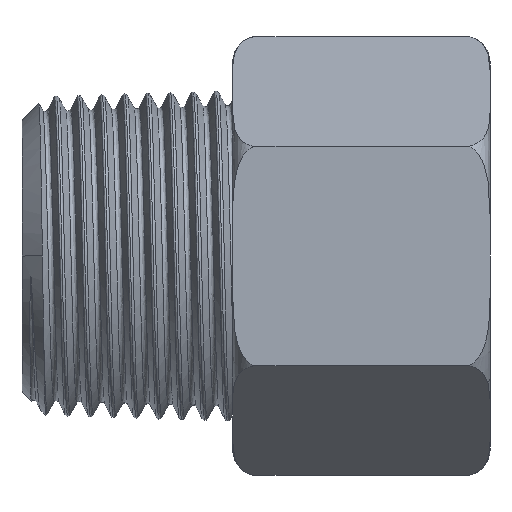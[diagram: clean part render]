
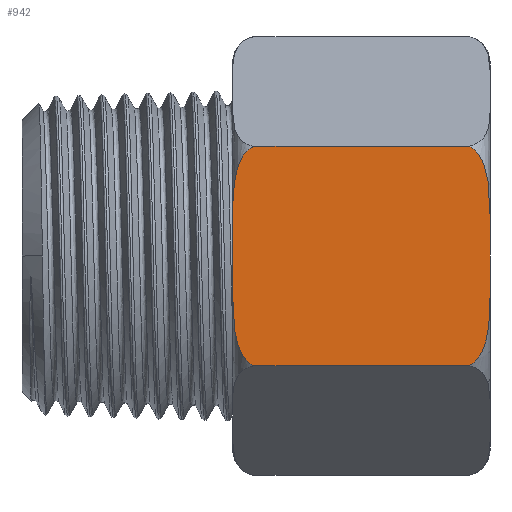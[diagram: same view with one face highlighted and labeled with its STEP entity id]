
A CAD part, front view. The second image highlights one B-rep face of the part: STEP entity #942.
In plain terms, the highlighted face is planar.
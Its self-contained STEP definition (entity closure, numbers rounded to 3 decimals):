
#89=B_SPLINE_CURVE_WITH_KNOTS('',3,(#1684,#1685,#1686,#1687,#1688,#1689,
#1690,#1691,#1692,#1693,#1694,#1695,#1696,#1697,#1698,#1699,#1700,#1701),
 .UNSPECIFIED.,.F.,.F.,(4,2,2,2,2,2,2,2,4),(21.058,22.71,
24.361,25.012,25.663,26.053,26.444,
26.716,26.762),.UNSPECIFIED.);
#90=B_SPLINE_CURVE_WITH_KNOTS('',3,(#1703,#1704,#1705,#1706,#1707,#1708,
#1709,#1710,#1711,#1712,#1713,#1714,#1715,#1716,#1717,#1718,#1719,#1720),
 .UNSPECIFIED.,.F.,.F.,(4,2,2,2,2,2,2,2,4),(9.224,9.269,
9.542,9.932,10.322,10.973,11.624,
13.276,14.927),.UNSPECIFIED.);
#91=B_SPLINE_CURVE_WITH_KNOTS('',3,(#1724,#1725,#1726,#1727,#1728,#1729,
#1730,#1731,#1732,#1733,#1734,#1735,#1736,#1737,#1738,#1739,#1740,#1741),
 .UNSPECIFIED.,.F.,.F.,(4,2,2,2,2,2,2,2,4),(21.058,22.71,
24.361,25.012,25.663,26.053,26.444,
26.716,26.762),.UNSPECIFIED.);
#92=B_SPLINE_CURVE_WITH_KNOTS('',3,(#1744,#1745,#1746,#1747,#1748,#1749,
#1750,#1751,#1752,#1753,#1754,#1755,#1756,#1757,#1758,#1759,#1760,#1761),
 .UNSPECIFIED.,.F.,.F.,(4,2,2,2,2,2,2,2,4),(9.224,9.269,
9.542,9.932,10.322,10.973,11.624,
13.276,14.927),.UNSPECIFIED.);
#158=FACE_OUTER_BOUND('',#213,.T.);
#213=EDGE_LOOP('',(#674,#675,#676,#677,#678,#679,#680,#681));
#291=LINE('',#1266,#333);
#303=LINE('',#1664,#345);
#304=LINE('',#1722,#346);
#305=LINE('',#1743,#347);
#333=VECTOR('',#1077,1.);
#345=VECTOR('',#1105,1.);
#346=VECTOR('',#1108,1.);
#347=VECTOR('',#1109,1.);
#377=VERTEX_POINT('',#1263);
#378=VERTEX_POINT('',#1265);
#406=VERTEX_POINT('',#1644);
#407=VERTEX_POINT('',#1663);
#408=VERTEX_POINT('',#1702);
#409=VERTEX_POINT('',#1721);
#410=VERTEX_POINT('',#1723);
#411=VERTEX_POINT('',#1742);
#478=EDGE_CURVE('',#378,#377,#291,.T.);
#514=EDGE_CURVE('',#407,#406,#303,.T.);
#516=EDGE_CURVE('',#377,#407,#89,.T.);
#517=EDGE_CURVE('',#406,#408,#90,.T.);
#518=EDGE_CURVE('',#408,#409,#304,.T.);
#519=EDGE_CURVE('',#409,#410,#91,.T.);
#520=EDGE_CURVE('',#411,#410,#305,.T.);
#521=EDGE_CURVE('',#411,#378,#92,.T.);
#674=ORIENTED_EDGE('',*,*,#516,.T.);
#675=ORIENTED_EDGE('',*,*,#514,.T.);
#676=ORIENTED_EDGE('',*,*,#517,.T.);
#677=ORIENTED_EDGE('',*,*,#518,.T.);
#678=ORIENTED_EDGE('',*,*,#519,.T.);
#679=ORIENTED_EDGE('',*,*,#520,.F.);
#680=ORIENTED_EDGE('',*,*,#521,.T.);
#681=ORIENTED_EDGE('',*,*,#478,.T.);
#932=PLANE('',#1005);
#942=ADVANCED_FACE('',(#158),#932,.T.);
#1005=AXIS2_PLACEMENT_3D('',#1683,#1106,#1107);
#1077=DIRECTION('',(0.,-1.,0.));
#1105=DIRECTION('',(1.,0.,0.));
#1106=DIRECTION('center_axis',(0.,0.,1.));
#1107=DIRECTION('ref_axis',(0.,-1.,0.));
#1108=DIRECTION('',(0.,1.,0.));
#1109=DIRECTION('',(1.,0.,0.));
#1263=CARTESIAN_POINT('',(16.75,-3.27,15.1));
#1265=CARTESIAN_POINT('',(16.75,3.27,15.1));
#1266=CARTESIAN_POINT('',(16.75,4.359,15.1));
#1644=CARTESIAN_POINT('',(35.436,-8.718,15.1));
#1663=CARTESIAN_POINT('',(18.514,-8.718,15.1));
#1664=CARTESIAN_POINT('',(8.781,-8.718,15.1));
#1683=CARTESIAN_POINT('Origin',(8.781,8.718,15.1));
#1684=CARTESIAN_POINT('Ctrl Pts',(16.75,-3.27,15.1));
#1685=CARTESIAN_POINT('Ctrl Pts',(16.75,-3.82,15.1));
#1686=CARTESIAN_POINT('Ctrl Pts',(16.759,-4.426,15.1));
#1687=CARTESIAN_POINT('Ctrl Pts',(16.85,-5.627,15.1));
#1688=CARTESIAN_POINT('Ctrl Pts',(16.933,-6.223,15.1));
#1689=CARTESIAN_POINT('Ctrl Pts',(17.13,-6.965,15.1));
#1690=CARTESIAN_POINT('Ctrl Pts',(17.203,-7.192,15.1));
#1691=CARTESIAN_POINT('Ctrl Pts',(17.384,-7.63,15.1));
#1692=CARTESIAN_POINT('Ctrl Pts',(17.494,-7.84,15.1));
#1693=CARTESIAN_POINT('Ctrl Pts',(17.689,-8.127,15.1));
#1694=CARTESIAN_POINT('Ctrl Pts',(17.778,-8.239,15.1));
#1695=CARTESIAN_POINT('Ctrl Pts',(17.978,-8.44,15.1));
#1696=CARTESIAN_POINT('Ctrl Pts',(18.089,-8.527,15.1));
#1697=CARTESIAN_POINT('Ctrl Pts',(18.281,-8.638,15.1));
#1698=CARTESIAN_POINT('Ctrl Pts',(18.372,-8.678,15.1));
#1699=CARTESIAN_POINT('Ctrl Pts',(18.482,-8.71,15.1));
#1700=CARTESIAN_POINT('Ctrl Pts',(18.498,-8.714,15.1));
#1701=CARTESIAN_POINT('Ctrl Pts',(18.514,-8.718,15.1));
#1702=CARTESIAN_POINT('',(37.2,-3.27,15.1));
#1703=CARTESIAN_POINT('Ctrl Pts',(35.436,-8.718,15.1));
#1704=CARTESIAN_POINT('Ctrl Pts',(35.452,-8.714,15.1));
#1705=CARTESIAN_POINT('Ctrl Pts',(35.468,-8.71,15.1));
#1706=CARTESIAN_POINT('Ctrl Pts',(35.578,-8.678,15.1));
#1707=CARTESIAN_POINT('Ctrl Pts',(35.669,-8.638,15.1));
#1708=CARTESIAN_POINT('Ctrl Pts',(35.861,-8.527,15.1));
#1709=CARTESIAN_POINT('Ctrl Pts',(35.972,-8.44,15.1));
#1710=CARTESIAN_POINT('Ctrl Pts',(36.172,-8.239,15.1));
#1711=CARTESIAN_POINT('Ctrl Pts',(36.261,-8.127,15.1));
#1712=CARTESIAN_POINT('Ctrl Pts',(36.456,-7.84,15.1));
#1713=CARTESIAN_POINT('Ctrl Pts',(36.566,-7.63,15.1));
#1714=CARTESIAN_POINT('Ctrl Pts',(36.747,-7.192,15.1));
#1715=CARTESIAN_POINT('Ctrl Pts',(36.82,-6.965,15.1));
#1716=CARTESIAN_POINT('Ctrl Pts',(37.017,-6.223,15.1));
#1717=CARTESIAN_POINT('Ctrl Pts',(37.1,-5.627,15.1));
#1718=CARTESIAN_POINT('Ctrl Pts',(37.191,-4.426,15.1));
#1719=CARTESIAN_POINT('Ctrl Pts',(37.2,-3.82,15.1));
#1720=CARTESIAN_POINT('Ctrl Pts',(37.2,-3.27,15.1));
#1721=CARTESIAN_POINT('',(37.2,3.27,15.1));
#1722=CARTESIAN_POINT('',(37.2,4.359,15.1));
#1723=CARTESIAN_POINT('',(35.436,8.718,15.1));
#1724=CARTESIAN_POINT('Ctrl Pts',(37.2,3.27,15.1));
#1725=CARTESIAN_POINT('Ctrl Pts',(37.2,3.82,15.1));
#1726=CARTESIAN_POINT('Ctrl Pts',(37.191,4.426,15.1));
#1727=CARTESIAN_POINT('Ctrl Pts',(37.1,5.627,15.1));
#1728=CARTESIAN_POINT('Ctrl Pts',(37.017,6.223,15.1));
#1729=CARTESIAN_POINT('Ctrl Pts',(36.82,6.965,15.1));
#1730=CARTESIAN_POINT('Ctrl Pts',(36.747,7.192,15.1));
#1731=CARTESIAN_POINT('Ctrl Pts',(36.566,7.63,15.1));
#1732=CARTESIAN_POINT('Ctrl Pts',(36.456,7.84,15.1));
#1733=CARTESIAN_POINT('Ctrl Pts',(36.261,8.127,15.1));
#1734=CARTESIAN_POINT('Ctrl Pts',(36.172,8.239,15.1));
#1735=CARTESIAN_POINT('Ctrl Pts',(35.972,8.44,15.1));
#1736=CARTESIAN_POINT('Ctrl Pts',(35.861,8.527,15.1));
#1737=CARTESIAN_POINT('Ctrl Pts',(35.669,8.638,15.1));
#1738=CARTESIAN_POINT('Ctrl Pts',(35.578,8.678,15.1));
#1739=CARTESIAN_POINT('Ctrl Pts',(35.468,8.71,15.1));
#1740=CARTESIAN_POINT('Ctrl Pts',(35.452,8.714,15.1));
#1741=CARTESIAN_POINT('Ctrl Pts',(35.436,8.718,15.1));
#1742=CARTESIAN_POINT('',(18.514,8.718,15.1));
#1743=CARTESIAN_POINT('',(8.781,8.718,15.1));
#1744=CARTESIAN_POINT('Ctrl Pts',(18.514,8.718,15.1));
#1745=CARTESIAN_POINT('Ctrl Pts',(18.498,8.714,15.1));
#1746=CARTESIAN_POINT('Ctrl Pts',(18.482,8.71,15.1));
#1747=CARTESIAN_POINT('Ctrl Pts',(18.372,8.678,15.1));
#1748=CARTESIAN_POINT('Ctrl Pts',(18.281,8.638,15.1));
#1749=CARTESIAN_POINT('Ctrl Pts',(18.089,8.527,15.1));
#1750=CARTESIAN_POINT('Ctrl Pts',(17.978,8.44,15.1));
#1751=CARTESIAN_POINT('Ctrl Pts',(17.778,8.239,15.1));
#1752=CARTESIAN_POINT('Ctrl Pts',(17.689,8.127,15.1));
#1753=CARTESIAN_POINT('Ctrl Pts',(17.494,7.84,15.1));
#1754=CARTESIAN_POINT('Ctrl Pts',(17.384,7.63,15.1));
#1755=CARTESIAN_POINT('Ctrl Pts',(17.203,7.192,15.1));
#1756=CARTESIAN_POINT('Ctrl Pts',(17.13,6.965,15.1));
#1757=CARTESIAN_POINT('Ctrl Pts',(16.933,6.223,15.1));
#1758=CARTESIAN_POINT('Ctrl Pts',(16.85,5.627,15.1));
#1759=CARTESIAN_POINT('Ctrl Pts',(16.759,4.426,15.1));
#1760=CARTESIAN_POINT('Ctrl Pts',(16.75,3.82,15.1));
#1761=CARTESIAN_POINT('Ctrl Pts',(16.75,3.27,15.1));
